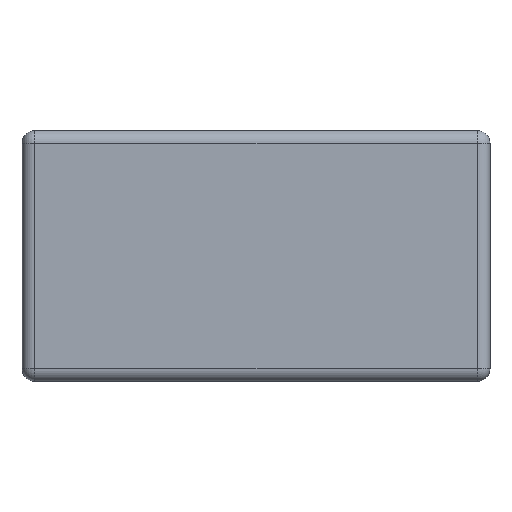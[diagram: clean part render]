
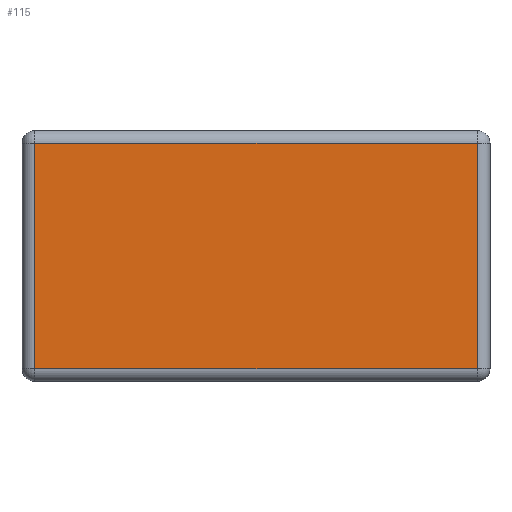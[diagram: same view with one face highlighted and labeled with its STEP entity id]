
A CAD part, left-side view. The second image highlights one B-rep face of the part: STEP entity #115.
In plain terms, the highlighted planar face has unit normal (-1, 0, 0).
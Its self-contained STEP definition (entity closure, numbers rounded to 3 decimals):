
#25 = VECTOR ( 'NONE', #778, 1000. ) ;
#41 = CARTESIAN_POINT ( 'NONE',  ( -0.3, 0.545, 0.135 ) ) ;
#53 = CARTESIAN_POINT ( 'NONE',  ( -0.3, 0.015, -0.135 ) ) ;
#55 = EDGE_CURVE ( 'NONE', #445, #425, #627, .T. ) ;
#67 = VECTOR ( 'NONE', #684, 1000. ) ;
#79 = CARTESIAN_POINT ( 'NONE',  ( -0.3, 0.545, -0.15 ) ) ;
#83 = LINE ( 'NONE', #376, #25 ) ;
#96 = CARTESIAN_POINT ( 'NONE',  ( -0.3, 0.015, -0.15 ) ) ;
#115 = ADVANCED_FACE ( 'NONE', ( #565 ), #248, .F. ) ;
#119 = ORIENTED_EDGE ( 'NONE', *, *, #964, .T. ) ;
#130 = CARTESIAN_POINT ( 'NONE',  ( -0.3, 0.56, -0.135 ) ) ;
#139 = CARTESIAN_POINT ( 'NONE',  ( -0.3, 0.015, 0.135 ) ) ;
#147 = CARTESIAN_POINT ( 'NONE',  ( -0.3, 0.56, -0.15 ) ) ;
#248 = PLANE ( 'NONE',  #855 ) ;
#295 = VECTOR ( 'NONE', #792, 1000. ) ;
#322 = VERTEX_POINT ( 'NONE', #41 ) ;
#376 = CARTESIAN_POINT ( 'NONE',  ( -0.3, 0.56, 0.135 ) ) ;
#414 = ORIENTED_EDGE ( 'NONE', *, *, #866, .T. ) ;
#425 = VERTEX_POINT ( 'NONE', #53 ) ;
#445 = VERTEX_POINT ( 'NONE', #941 ) ;
#547 = DIRECTION ( 'NONE',  ( 0., 0., -1. ) ) ;
#565 = FACE_OUTER_BOUND ( 'NONE', #1224, .T. ) ;
#627 = LINE ( 'NONE', #130, #904 ) ;
#684 = DIRECTION ( 'NONE',  ( 0., 0., -1. ) ) ;
#724 = ORIENTED_EDGE ( 'NONE', *, *, #910, .T. ) ;
#758 = DIRECTION ( 'NONE',  ( 0., -1., 0. ) ) ;
#778 = DIRECTION ( 'NONE',  ( 0., 1., 0. ) ) ;
#792 = DIRECTION ( 'NONE',  ( 0., 0., 1. ) ) ;
#855 = AXIS2_PLACEMENT_3D ( 'NONE', #147, #949, #547 ) ;
#866 = EDGE_CURVE ( 'NONE', #425, #1203, #1184, .T. ) ;
#904 = VECTOR ( 'NONE', #758, 1000. ) ;
#910 = EDGE_CURVE ( 'NONE', #1203, #322, #83, .T. ) ;
#941 = CARTESIAN_POINT ( 'NONE',  ( -0.3, 0.545, -0.135 ) ) ;
#949 = DIRECTION ( 'NONE',  ( 1., 0., 0. ) ) ;
#964 = EDGE_CURVE ( 'NONE', #322, #445, #1080, .T. ) ;
#1080 = LINE ( 'NONE', #79, #67 ) ;
#1184 = LINE ( 'NONE', #96, #295 ) ;
#1203 = VERTEX_POINT ( 'NONE', #139 ) ;
#1224 = EDGE_LOOP ( 'NONE', ( #119, #1241, #414, #724 ) ) ;
#1241 = ORIENTED_EDGE ( 'NONE', *, *, #55, .T. ) ;
